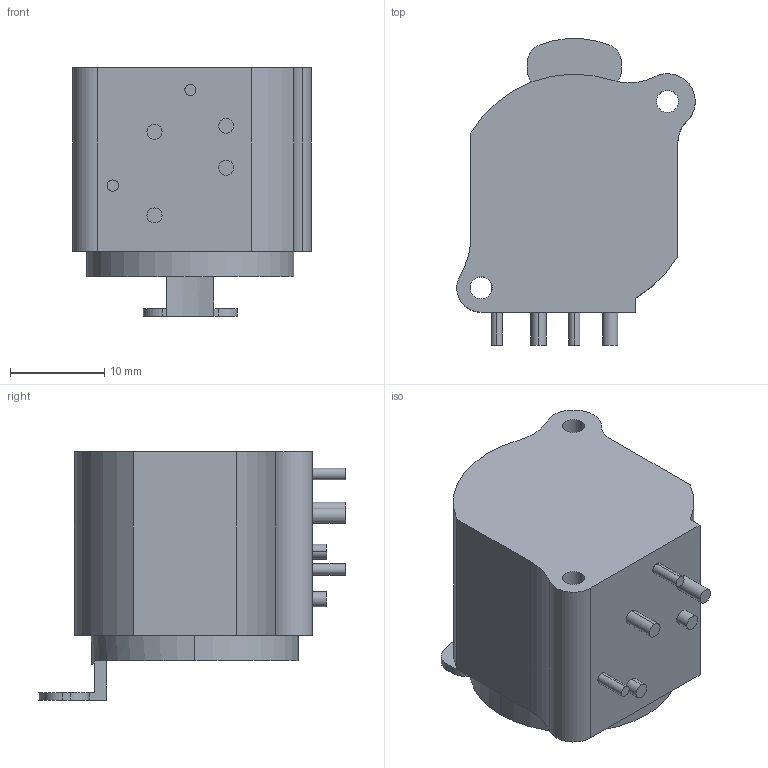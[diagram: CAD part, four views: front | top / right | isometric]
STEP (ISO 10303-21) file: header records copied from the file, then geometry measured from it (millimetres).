
FILE_DESCRIPTION (( 'STEP AP214' ), '1' );
FILE_NAME ('User Library-NC3FAAH2.STEP', '2020-07-25T13:43:20', ( '' ), ( '' ), 'SwSTEP 2.0', 'SolidWorks 2020', '' );
FILE_SCHEMA (( 'AUTOMOTIVE_DESIGN' ));
Length unit declared in the file: millimetre
Products named in the file (1): User Library-NC3FAAH2
Bounding box: 25.35 x 32.62 x 26.4 mm (x, y, z)
Volume: 9783.9 mm3; surface area: 5268.6 mm2
Topology: 1 solids, 1 shells, 71 faces, 173 edges, 114 vertices
Faces by surface type: cylinder 42, plane 29
Entity records: 2523 total; most frequent: DIRECTION 401, CARTESIAN_POINT 393, ORIENTED_EDGE 346, EDGE_CURVE 173, AXIS2_PLACEMENT_3D 158, VERTEX_POINT 114, CIRCLE 86, VECTOR 85
